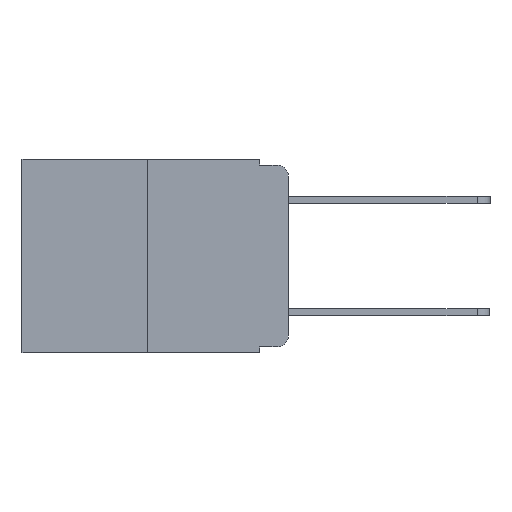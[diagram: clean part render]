
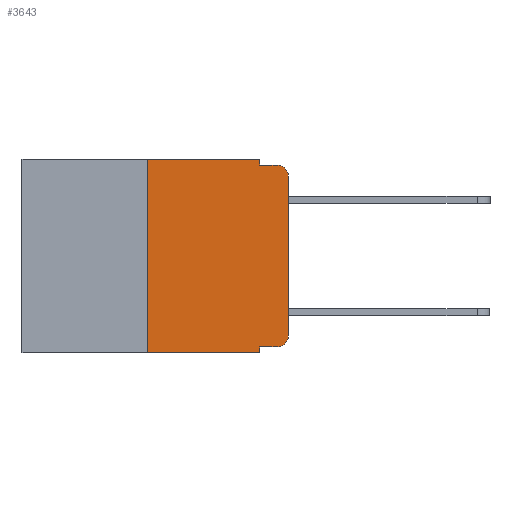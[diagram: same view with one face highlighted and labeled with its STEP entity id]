
A CAD part, left-side view. The second image highlights one B-rep face of the part: STEP entity #3643.
In plain terms, the highlighted planar face has unit normal (-1, 0, 0).
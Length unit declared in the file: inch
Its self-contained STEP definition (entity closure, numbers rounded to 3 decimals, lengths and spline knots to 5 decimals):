
#5 = CARTESIAN_POINT ( 'NONE',  ( 0., 0.25, 0. ) ) ;
#1112 = VERTEX_POINT ( 'NONE', #9230 ) ;
#1329 = CARTESIAN_POINT ( 'NONE',  ( 0., 0.051, -0.01 ) ) ;
#1745 = DIRECTION ( 'NONE',  ( 0., 0., -1. ) ) ;
#1823 = VECTOR ( 'NONE', #20106, 39.37008 ) ;
#1897 = VECTOR ( 'NONE', #8660, 39.37008 ) ;
#2032 = DIRECTION ( 'NONE',  ( 0., 0., -1. ) ) ;
#2253 = DIRECTION ( 'NONE',  ( 0., 0., 1. ) ) ;
#2492 = LINE ( 'NONE', #23854, #12756 ) ;
#2635 = CARTESIAN_POINT ( 'NONE',  ( 0., 0., -0.03 ) ) ;
#3230 = EDGE_CURVE ( 'NONE', #1112, #15640, #24237, .T. ) ;
#3246 = CIRCLE ( 'NONE', #20174, 0.02 ) ;
#3606 = EDGE_CURVE ( 'NONE', #7301, #15640, #17638, .T. ) ;
#3643 = ADVANCED_FACE ( 'NONE', ( #15204 ), #24073, .F. ) ;
#4167 = DIRECTION ( 'NONE',  ( 0., -1., 0. ) ) ;
#4491 = VECTOR ( 'NONE', #4167, 39.37008 ) ;
#4760 = VERTEX_POINT ( 'NONE', #7929 ) ;
#5093 = CARTESIAN_POINT ( 'NONE',  ( 0., 0.473, 0. ) ) ;
#5478 = EDGE_CURVE ( 'NONE', #24235, #24829, #2492, .T. ) ;
#5480 = EDGE_CURVE ( 'NONE', #24235, #4760, #13372, .T. ) ;
#6303 = DIRECTION ( 'NONE',  ( 0., -1., 0. ) ) ;
#6552 = CARTESIAN_POINT ( 'NONE',  ( 0., 0.02, -0.01 ) ) ;
#6596 = CARTESIAN_POINT ( 'NONE',  ( 0., 0.473, -0.343 ) ) ;
#7082 = CARTESIAN_POINT ( 'NONE',  ( 0., 0.02, -0.333 ) ) ;
#7301 = VERTEX_POINT ( 'NONE', #2635 ) ;
#7514 = ORIENTED_EDGE ( 'NONE', *, *, #25613, .T. ) ;
#7685 = VERTEX_POINT ( 'NONE', #21698 ) ;
#7929 = CARTESIAN_POINT ( 'NONE',  ( 0., 0.051, -0.343 ) ) ;
#8041 = CARTESIAN_POINT ( 'NONE',  ( 0., 0.25, -0.343 ) ) ;
#8141 = LINE ( 'NONE', #6596, #1897 ) ;
#8194 = LINE ( 'NONE', #5093, #18033 ) ;
#8262 = VERTEX_POINT ( 'NONE', #19935 ) ;
#8265 = EDGE_CURVE ( 'NONE', #24829, #20523, #3246, .T. ) ;
#8273 = ORIENTED_EDGE ( 'NONE', *, *, #3606, .T. ) ;
#8529 = VECTOR ( 'NONE', #2253, 39.37008 ) ;
#8660 = DIRECTION ( 'NONE',  ( 0., -1., 0. ) ) ;
#9193 = LINE ( 'NONE', #5, #8529 ) ;
#9230 = CARTESIAN_POINT ( 'NONE',  ( 0., 0.051, -0.01 ) ) ;
#10208 = CARTESIAN_POINT ( 'NONE',  ( 0., 0., 0. ) ) ;
#10598 = ORIENTED_EDGE ( 'NONE', *, *, #22236, .T. ) ;
#12308 = CARTESIAN_POINT ( 'NONE',  ( 0., 0.051, 0. ) ) ;
#12756 = VECTOR ( 'NONE', #6303, 39.37008 ) ;
#12830 = VECTOR ( 'NONE', #16037, 39.37008 ) ;
#13372 = LINE ( 'NONE', #12308, #1823 ) ;
#13441 = LINE ( 'NONE', #10208, #12830 ) ;
#13486 = EDGE_LOOP ( 'NONE', ( #10598, #8273, #21502, #13675, #21892, #14062, #7514, #21000, #21305, #24242 ) ) ;
#13675 = ORIENTED_EDGE ( 'NONE', *, *, #22221, .F. ) ;
#14062 = ORIENTED_EDGE ( 'NONE', *, *, #23687, .F. ) ;
#14260 = DIRECTION ( 'NONE',  ( -1., 0., 0. ) ) ;
#15204 = FACE_OUTER_BOUND ( 'NONE', #13486, .T. ) ;
#15640 = VERTEX_POINT ( 'NONE', #6552 ) ;
#16037 = DIRECTION ( 'NONE',  ( 0., 0., 1. ) ) ;
#16480 = CARTESIAN_POINT ( 'NONE',  ( 0., 0., -0.313 ) ) ;
#17043 = AXIS2_PLACEMENT_3D ( 'NONE', #23113, #23049, #23227 ) ;
#17068 = CARTESIAN_POINT ( 'NONE',  ( 0., 0.051, -0.333 ) ) ;
#17638 = CIRCLE ( 'NONE', #17043, 0.02 ) ;
#18033 = VECTOR ( 'NONE', #22932, 39.37008 ) ;
#18600 = LINE ( 'NONE', #25597, #24877 ) ;
#19935 = CARTESIAN_POINT ( 'NONE',  ( 0., 0.25, 0. ) ) ;
#20106 = DIRECTION ( 'NONE',  ( 0., 0., -1. ) ) ;
#20174 = AXIS2_PLACEMENT_3D ( 'NONE', #25773, #14260, #2032 ) ;
#20523 = VERTEX_POINT ( 'NONE', #16480 ) ;
#20750 = EDGE_CURVE ( 'NONE', #8262, #7685, #8194, .T. ) ;
#21000 = ORIENTED_EDGE ( 'NONE', *, *, #5480, .F. ) ;
#21305 = ORIENTED_EDGE ( 'NONE', *, *, #5478, .T. ) ;
#21502 = ORIENTED_EDGE ( 'NONE', *, *, #3230, .F. ) ;
#21698 = CARTESIAN_POINT ( 'NONE',  ( 0., 0.051, 0. ) ) ;
#21892 = ORIENTED_EDGE ( 'NONE', *, *, #20750, .F. ) ;
#22180 = AXIS2_PLACEMENT_3D ( 'NONE', #23252, #22973, #22947 ) ;
#22221 = EDGE_CURVE ( 'NONE', #7685, #1112, #18600, .T. ) ;
#22236 = EDGE_CURVE ( 'NONE', #20523, #7301, #13441, .T. ) ;
#22932 = DIRECTION ( 'NONE',  ( 0., -1., 0. ) ) ;
#22947 = DIRECTION ( 'NONE',  ( 0., 0., -1. ) ) ;
#22973 = DIRECTION ( 'NONE',  ( 1., 0., 0. ) ) ;
#23049 = DIRECTION ( 'NONE',  ( -1., 0., 0. ) ) ;
#23113 = CARTESIAN_POINT ( 'NONE',  ( 0., 0.02, -0.03 ) ) ;
#23227 = DIRECTION ( 'NONE',  ( 0., 0., -1. ) ) ;
#23252 = CARTESIAN_POINT ( 'NONE',  ( 0., 0.473, 0. ) ) ;
#23558 = VERTEX_POINT ( 'NONE', #8041 ) ;
#23687 = EDGE_CURVE ( 'NONE', #23558, #8262, #9193, .T. ) ;
#23854 = CARTESIAN_POINT ( 'NONE',  ( 0., 0.051, -0.333 ) ) ;
#24073 = PLANE ( 'NONE',  #22180 ) ;
#24235 = VERTEX_POINT ( 'NONE', #17068 ) ;
#24237 = LINE ( 'NONE', #1329, #4491 ) ;
#24242 = ORIENTED_EDGE ( 'NONE', *, *, #8265, .T. ) ;
#24829 = VERTEX_POINT ( 'NONE', #7082 ) ;
#24877 = VECTOR ( 'NONE', #1745, 39.37008 ) ;
#25597 = CARTESIAN_POINT ( 'NONE',  ( 0., 0.051, 0. ) ) ;
#25613 = EDGE_CURVE ( 'NONE', #23558, #4760, #8141, .T. ) ;
#25773 = CARTESIAN_POINT ( 'NONE',  ( 0., 0.02, -0.313 ) ) ;
